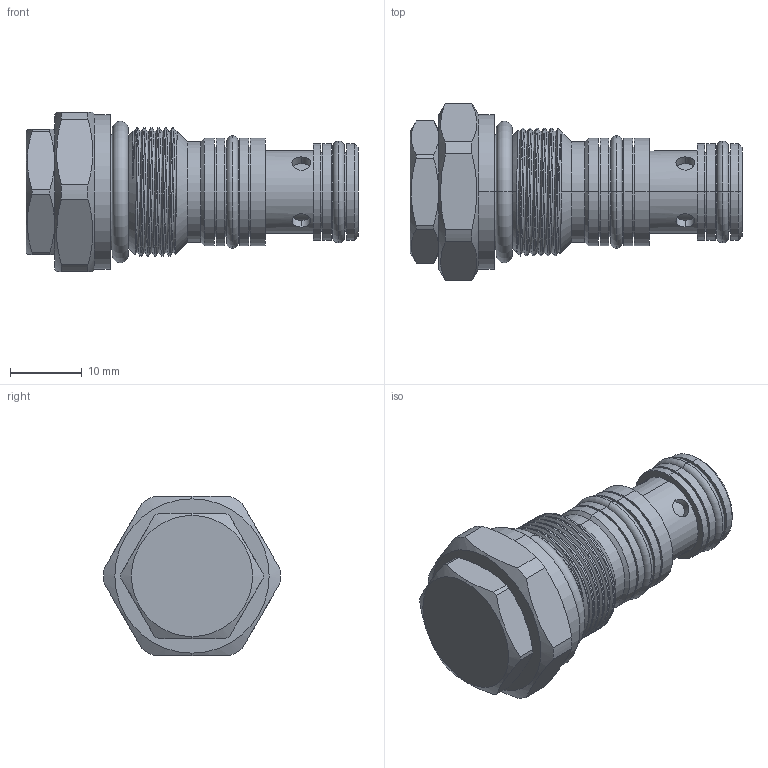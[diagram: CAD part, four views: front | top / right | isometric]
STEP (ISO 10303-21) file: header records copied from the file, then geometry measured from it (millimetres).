
FILE_DESCRIPTION (( 'STEP AP203' ), '1' );
FILE_NAME ('CO18MS3D-N.STEP', '2020-06-02T05:02:34', ( '' ), ( '' ), 'SwSTEP 2.0', 'SolidWorks 2018', '' );
FILE_SCHEMA (( 'CONFIG_CONTROL_DESIGN' ));
Length unit declared in the file: millimetre
Products named in the file (1): CO18MS3D-N
Bounding box: 46.26 x 24.59 x 22.22 mm (x, y, z)
Volume: 9865.5 mm3; surface area: 4747.1 mm2
Topology: 3 solids, 3 shells, 142 faces, 333 edges, 212 vertices
Faces by surface type: cylinder 80, plane 29, cone 18, torus 12, bspline 3
Entity records: 6248 total; most frequent: CARTESIAN_POINT 3016, ORIENTED_EDGE 666, DIRECTION 651, EDGE_CURVE 333, AXIS2_PLACEMENT_3D 274, VERTEX_POINT 212, EDGE_LOOP 161, FACE_OUTER_BOUND 142
